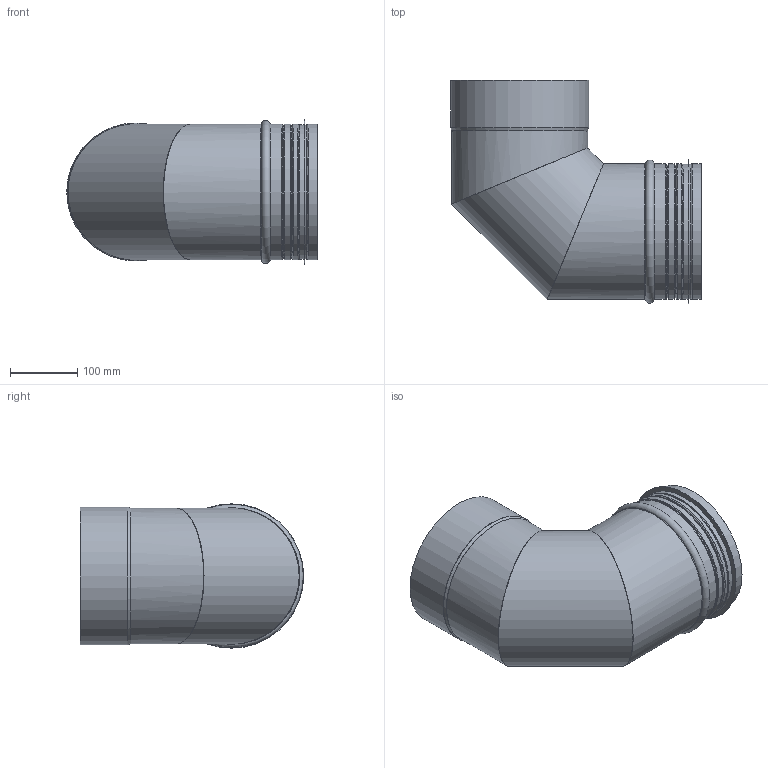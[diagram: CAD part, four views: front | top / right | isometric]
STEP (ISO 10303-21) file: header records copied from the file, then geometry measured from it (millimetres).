
FILE_DESCRIPTION(/* description */ ('Rörämne n böj imkanal'),/* implementation_level */ '2;1');
FILE_NAME(/* name */ 'HVH-90-03.stp',/* time_stamp */ '2016-02-10T15:30:32+01:00',/* author */ ('John'),/* organization */ (''),/* preprocessor_version */ 'ST-DEVELOPER v15.6',/* originating_system */ 'Autodesk Inventor 2015',/* authorisation */ '');
FILE_SCHEMA (('AUTOMOTIVE_DESIGN { 1 0 10303 214 3 1 1 }'));
Length unit declared in the file: millimetre
Products named in the file (6): HVH-90-AA-03; HVH-90-AB-03; HVH-90-AC-03; HIK-AA-4; HIK-AB-4; HVH-90-03
Assembly tree (5 placements, depth 2):
  HVH-90-03
    HVH-90-AA-03
    HVH-90-AB-03
    HVH-90-AC-03
    HIK-AA-4
    HIK-AB-4
Bounding box: 372.6 x 332.25 x 214.6 mm (x, y, z)
Volume: 320876.3 mm3; surface area: 626813.6 mm2
Topology: 5 solids, 5 shells, 136 faces, 272 edges, 146 vertices
Faces by surface type: plane 68, torus 32, cylinder 24, cone 12
Full cylindrical faces by diameter (mm): 197 x2, 200.6 x2, 201.6 x1, 214.6 x1
Entity records: 3669 total; most frequent: DIRECTION 690, CARTESIAN_POINT 551, ORIENTED_EDGE 516, AXIS2_PLACEMENT_3D 285, EDGE_CURVE 258, EDGE_LOOP 154, VERTEX_POINT 146, STYLED_ITEM 141
